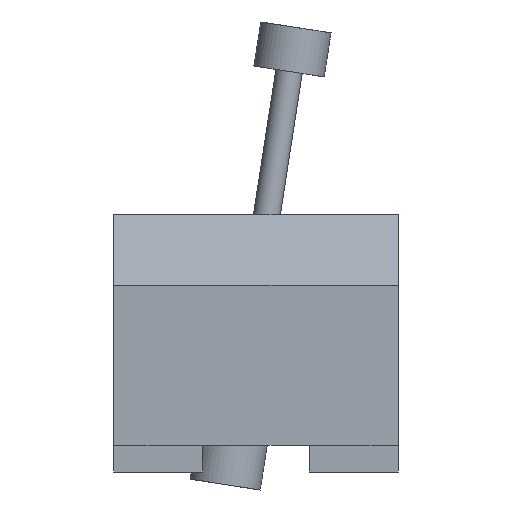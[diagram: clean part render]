
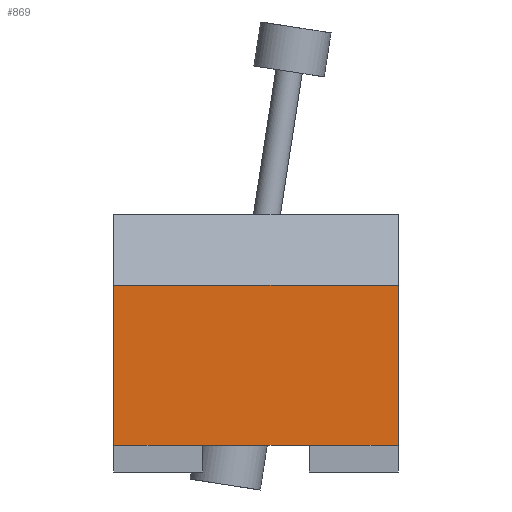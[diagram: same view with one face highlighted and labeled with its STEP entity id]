
A CAD part, left-side view. The second image highlights one B-rep face of the part: STEP entity #869.
In plain terms, the highlighted free-form (B-spline) face has degree [1, 1] with [2, 2] control points.
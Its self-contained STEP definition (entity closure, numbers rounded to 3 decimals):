
#554 = VERTEX_POINT('',#555);
#555 = CARTESIAN_POINT('',(0.,-51.321,-49.152));
#560 = EDGE_CURVE('',#561,#554,#563,.T.);
#561 = VERTEX_POINT('',#562);
#562 = CARTESIAN_POINT('',(0.,33.287,-49.152));
#563 = B_SPLINE_CURVE_WITH_KNOTS('',1,(#564,#565),.UNSPECIFIED.,.F.,.F.,
  (2,2),(-32.,32.),.PIECEWISE_BEZIER_KNOTS.);
#564 = CARTESIAN_POINT('',(0.,33.287,-49.152));
#565 = CARTESIAN_POINT('',(0.,-51.321,-49.152));
#844 = EDGE_CURVE('',#561,#845,#847,.T.);
#845 = VERTEX_POINT('',#846);
#846 = CARTESIAN_POINT('',(0.,33.287,-1.559));
#847 = B_SPLINE_CURVE_WITH_KNOTS('',1,(#848,#849),.UNSPECIFIED.,.F.,.F.,
  (2,2),(0.,36.),.PIECEWISE_BEZIER_KNOTS.);
#848 = CARTESIAN_POINT('',(0.,33.287,-49.152));
#849 = CARTESIAN_POINT('',(0.,33.287,
    -1.559));
#869 = ADVANCED_FACE('',(#870),#886,.T.);
#870 = FACE_BOUND('',#871,.T.);
#871 = EDGE_LOOP('',(#872,#873,#880,#885));
#872 = ORIENTED_EDGE('',*,*,#560,.T.);
#873 = ORIENTED_EDGE('',*,*,#874,.F.);
#874 = EDGE_CURVE('',#875,#554,#877,.T.);
#875 = VERTEX_POINT('',#876);
#876 = CARTESIAN_POINT('',(0.,-51.321,-1.559));
#877 = B_SPLINE_CURVE_WITH_KNOTS('',1,(#878,#879),.UNSPECIFIED.,.F.,.F.,
  (2,2),(-36.,0.),.PIECEWISE_BEZIER_KNOTS.);
#878 = CARTESIAN_POINT('',(0.,-51.321,
    -1.559));
#879 = CARTESIAN_POINT('',(0.,-51.321,-49.152));
#880 = ORIENTED_EDGE('',*,*,#881,.F.);
#881 = EDGE_CURVE('',#845,#875,#882,.T.);
#882 = B_SPLINE_CURVE_WITH_KNOTS('',1,(#883,#884),.UNSPECIFIED.,.F.,.F.,
  (2,2),(-32.,32.),.PIECEWISE_BEZIER_KNOTS.);
#883 = CARTESIAN_POINT('',(0.,33.287,
    -1.559));
#884 = CARTESIAN_POINT('',(0.,-51.321,
    -1.559));
#885 = ORIENTED_EDGE('',*,*,#844,.F.);
#886 = B_SPLINE_SURFACE_WITH_KNOTS('',1,1,(
    (#887,#888)
    ,(#889,#890
    )),.UNSPECIFIED.,.F.,.F.,.F.,(2,2),(2,2),(0.,36.),(
    -32.,32.),.PIECEWISE_BEZIER_KNOTS.);
#887 = CARTESIAN_POINT('',(0.,33.287,
    -1.559));
#888 = CARTESIAN_POINT('',(0.,-51.321,
    -1.559));
#889 = CARTESIAN_POINT('',(0.,33.287,
    -49.152));
#890 = CARTESIAN_POINT('',(0.,-51.321,
    -49.152));
